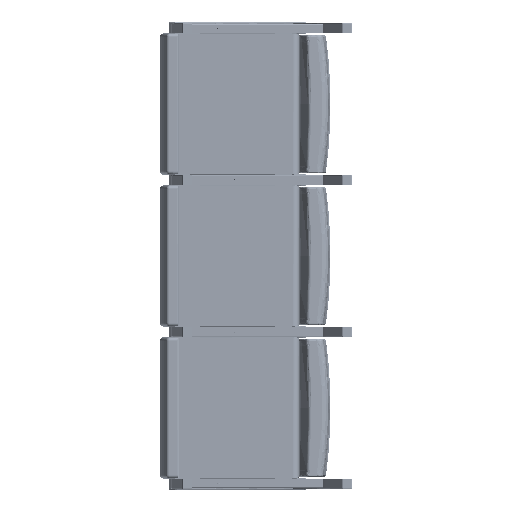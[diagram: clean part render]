
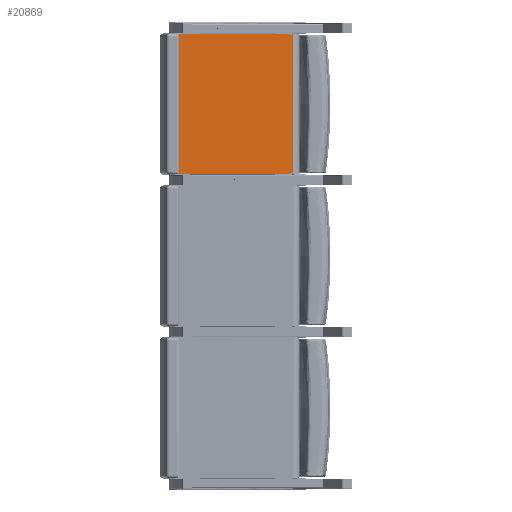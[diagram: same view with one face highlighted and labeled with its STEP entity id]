
A CAD part, front view. The second image highlights one B-rep face of the part: STEP entity #20869.
In plain terms, the highlighted face is planar.
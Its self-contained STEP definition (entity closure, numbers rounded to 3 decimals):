
#2089=PLANE('',#23008);
#2711=LINE('',#88136,#3582);
#2727=LINE('',#88270,#3598);
#2733=LINE('',#88357,#3604);
#2734=LINE('',#88359,#3605);
#3582=VECTOR('',#27197,16.874);
#3598=VECTOR('',#27273,16.874);
#3604=VECTOR('',#27335,20.932);
#3605=VECTOR('',#27338,20.932);
#5268=FACE_OUTER_BOUND('',#6906,.T.);
#6906=EDGE_LOOP('',(#16252,#16253,#16254,#16255));
#9907=VERTEX_POINT('',#88124);
#9908=VERTEX_POINT('',#88135);
#9932=VERTEX_POINT('',#88258);
#9933=VERTEX_POINT('',#88269);
#12138=EDGE_CURVE('',#9907,#9908,#2711,.T.);
#12177=EDGE_CURVE('',#9932,#9933,#2727,.T.);
#12202=EDGE_CURVE('',#9932,#9908,#2733,.T.);
#12203=EDGE_CURVE('',#9933,#9907,#2734,.T.);
#16252=ORIENTED_EDGE('',*,*,#12138,.F.);
#16253=ORIENTED_EDGE('',*,*,#12203,.F.);
#16254=ORIENTED_EDGE('',*,*,#12177,.F.);
#16255=ORIENTED_EDGE('',*,*,#12202,.T.);
#20869=ADVANCED_FACE('',(#5268),#2089,.T.);
#23008=AXIS2_PLACEMENT_3D('',#88358,#27336,#27337);
#27197=DIRECTION('',(1.,0.,0.));
#27273=DIRECTION('',(-1.,0.,0.));
#27335=DIRECTION('',(0.,0.,1.));
#27336=DIRECTION('center_axis',(0.,-1.,0.));
#27337=DIRECTION('ref_axis',(1.,0.,0.));
#27338=DIRECTION('',(0.,0.,1.));
#88124=CARTESIAN_POINT('',(-12.083,0.797,20.966));
#88135=CARTESIAN_POINT('',(4.791,0.797,20.966));
#88136=CARTESIAN_POINT('',(-9.146,0.797,20.966));
#88258=CARTESIAN_POINT('',(4.791,0.797,0.034));
#88269=CARTESIAN_POINT('',(-12.083,0.797,0.034));
#88270=CARTESIAN_POINT('',(-9.146,0.797,0.034));
#88357=CARTESIAN_POINT('',(4.791,0.797,0.));
#88358=CARTESIAN_POINT('Origin',(-12.083,0.797,0.));
#88359=CARTESIAN_POINT('',(-12.083,0.797,0.));
